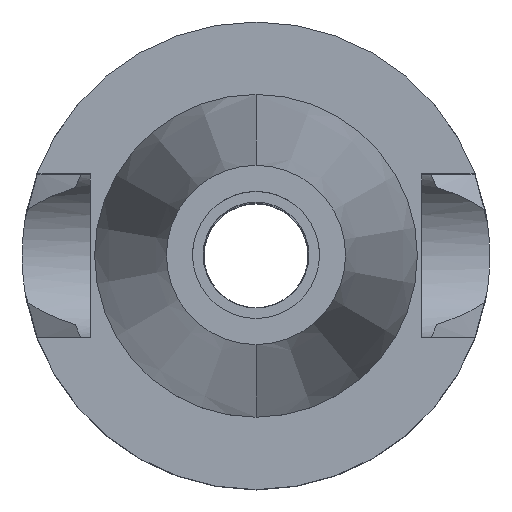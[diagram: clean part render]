
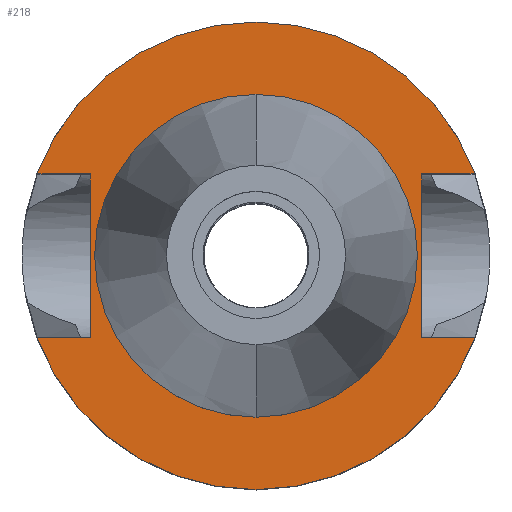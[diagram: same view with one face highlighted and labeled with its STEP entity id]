
A CAD part, top view. The second image highlights one B-rep face of the part: STEP entity #218.
In plain terms, the highlighted planar face has unit normal (0, 0, 1).
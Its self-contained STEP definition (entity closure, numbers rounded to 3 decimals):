
#53 = AXIS2_PLACEMENT_3D ( 'NONE', #1411, #245, #2394 ) ;
#177 = DIRECTION ( 'NONE',  ( -1., 0., 0. ) ) ;
#218 = ADVANCED_FACE ( 'NONE', ( #1849, #2111 ), #3056, .F. ) ;
#245 = DIRECTION ( 'NONE',  ( 0., 0., -1. ) ) ;
#327 = CARTESIAN_POINT ( 'NONE',  ( 21.545, -8.05, -1. ) ) ;
#329 = LINE ( 'NONE', #589, #780 ) ;
#339 = EDGE_CURVE ( 'NONE', #518, #1077, #2418, .T. ) ;
#347 = VECTOR ( 'NONE', #177, 1000. ) ;
#473 = VERTEX_POINT ( 'NONE', #327 ) ;
#491 = CIRCLE ( 'NONE', #535, 15.875 ) ;
#516 = EDGE_CURVE ( 'NONE', #1077, #2951, #2676, .T. ) ;
#518 = VERTEX_POINT ( 'NONE', #1047 ) ;
#535 = AXIS2_PLACEMENT_3D ( 'NONE', #1078, #2021, #1781 ) ;
#538 = VECTOR ( 'NONE', #1496, 1000. ) ;
#557 = CARTESIAN_POINT ( 'NONE',  ( 21.545, 8.05, -1. ) ) ;
#572 = CARTESIAN_POINT ( 'NONE',  ( 0., 0., -1. ) ) ;
#577 = ORIENTED_EDGE ( 'NONE', *, *, #3014, .F. ) ;
#589 = CARTESIAN_POINT ( 'NONE',  ( -16.3, -8.05, -1. ) ) ;
#627 = CARTESIAN_POINT ( 'NONE',  ( 0., -15.875, -1. ) ) ;
#638 = CARTESIAN_POINT ( 'NONE',  ( -21.545, 8.05, -1. ) ) ;
#722 = EDGE_LOOP ( 'NONE', ( #1257, #2325 ) ) ;
#740 = EDGE_CURVE ( 'NONE', #473, #1908, #2990, .T. ) ;
#780 = VECTOR ( 'NONE', #1307, 1000. ) ;
#793 = AXIS2_PLACEMENT_3D ( 'NONE', #572, #844, #808 ) ;
#801 = DIRECTION ( 'NONE',  ( 0., -1., 0. ) ) ;
#808 = DIRECTION ( 'NONE',  ( 0., 1., 0. ) ) ;
#844 = DIRECTION ( 'NONE',  ( 0., 0., 1. ) ) ;
#890 = VERTEX_POINT ( 'NONE', #1962 ) ;
#929 = CARTESIAN_POINT ( 'NONE',  ( 0., 0., -1. ) ) ;
#956 = ORIENTED_EDGE ( 'NONE', *, *, #2019, .F. ) ;
#1004 = VERTEX_POINT ( 'NONE', #1404 ) ;
#1047 = CARTESIAN_POINT ( 'NONE',  ( -21.545, 8.05, -1. ) ) ;
#1077 = VERTEX_POINT ( 'NONE', #1990 ) ;
#1078 = CARTESIAN_POINT ( 'NONE',  ( 0., 0., -1. ) ) ;
#1137 = LINE ( 'NONE', #638, #1478 ) ;
#1138 = CARTESIAN_POINT ( 'NONE',  ( -21.545, -8.05, -1. ) ) ;
#1210 = CARTESIAN_POINT ( 'NONE',  ( 0., 0., -1. ) ) ;
#1257 = ORIENTED_EDGE ( 'NONE', *, *, #2741, .F. ) ;
#1280 = ORIENTED_EDGE ( 'NONE', *, *, #2841, .F. ) ;
#1307 = DIRECTION ( 'NONE',  ( 0., 1., 0. ) ) ;
#1343 = CIRCLE ( 'NONE', #793, 15.875 ) ;
#1354 = CARTESIAN_POINT ( 'NONE',  ( -21.545, -8.05, -1. ) ) ;
#1387 = CIRCLE ( 'NONE', #53, 23. ) ;
#1388 = AXIS2_PLACEMENT_3D ( 'NONE', #1210, #1454, #2402 ) ;
#1404 = CARTESIAN_POINT ( 'NONE',  ( -16.3, -8.05, -1. ) ) ;
#1411 = CARTESIAN_POINT ( 'NONE',  ( 0., 0., -1. ) ) ;
#1421 = ORIENTED_EDGE ( 'NONE', *, *, #740, .T. ) ;
#1454 = DIRECTION ( 'NONE',  ( 0., 0., -1. ) ) ;
#1463 = EDGE_LOOP ( 'NONE', ( #577, #956, #1421, #2481, #2408, #2391, #1970, #1280 ) ) ;
#1478 = VECTOR ( 'NONE', #2269, 1000. ) ;
#1496 = DIRECTION ( 'NONE',  ( -1., 0., 0. ) ) ;
#1620 = DIRECTION ( 'NONE',  ( 0., 0., -1. ) ) ;
#1661 = AXIS2_PLACEMENT_3D ( 'NONE', #929, #1620, #2188 ) ;
#1690 = EDGE_CURVE ( 'NONE', #518, #890, #1137, .T. ) ;
#1781 = DIRECTION ( 'NONE',  ( 0., -1., 0. ) ) ;
#1849 = FACE_OUTER_BOUND ( 'NONE', #1463, .T. ) ;
#1867 = EDGE_CURVE ( 'NONE', #2951, #1908, #2450, .T. ) ;
#1908 = VERTEX_POINT ( 'NONE', #2542 ) ;
#1938 = EDGE_CURVE ( 'NONE', #2262, #2852, #491, .T. ) ;
#1962 = CARTESIAN_POINT ( 'NONE',  ( -16.3, 8.05, -1. ) ) ;
#1970 = ORIENTED_EDGE ( 'NONE', *, *, #1690, .T. ) ;
#1990 = CARTESIAN_POINT ( 'NONE',  ( 21.545, 8.05, -1. ) ) ;
#2019 = EDGE_CURVE ( 'NONE', #473, #2642, #1387, .T. ) ;
#2021 = DIRECTION ( 'NONE',  ( 0., 0., 1. ) ) ;
#2070 = DIRECTION ( 'NONE',  ( 1., 0., 0. ) ) ;
#2111 = FACE_BOUND ( 'NONE', #722, .T. ) ;
#2188 = DIRECTION ( 'NONE',  ( 0., -1., 0. ) ) ;
#2262 = VERTEX_POINT ( 'NONE', #627 ) ;
#2269 = DIRECTION ( 'NONE',  ( 1., 0., 0. ) ) ;
#2297 = LINE ( 'NONE', #1354, #2661 ) ;
#2325 = ORIENTED_EDGE ( 'NONE', *, *, #1938, .F. ) ;
#2391 = ORIENTED_EDGE ( 'NONE', *, *, #339, .F. ) ;
#2394 = DIRECTION ( 'NONE',  ( 0., -1., 0. ) ) ;
#2402 = DIRECTION ( 'NONE',  ( -0.937, 0.35, 0. ) ) ;
#2408 = ORIENTED_EDGE ( 'NONE', *, *, #516, .F. ) ;
#2418 = CIRCLE ( 'NONE', #1388, 23. ) ;
#2450 = LINE ( 'NONE', #2920, #2822 ) ;
#2481 = ORIENTED_EDGE ( 'NONE', *, *, #1867, .F. ) ;
#2516 = CARTESIAN_POINT ( 'NONE',  ( 21.545, -8.05, -1. ) ) ;
#2542 = CARTESIAN_POINT ( 'NONE',  ( 16.3, -8.05, -1. ) ) ;
#2642 = VERTEX_POINT ( 'NONE', #1138 ) ;
#2661 = VECTOR ( 'NONE', #2070, 1000. ) ;
#2676 = LINE ( 'NONE', #557, #538 ) ;
#2741 = EDGE_CURVE ( 'NONE', #2852, #2262, #1343, .T. ) ;
#2822 = VECTOR ( 'NONE', #801, 1000. ) ;
#2841 = EDGE_CURVE ( 'NONE', #1004, #890, #329, .T. ) ;
#2852 = VERTEX_POINT ( 'NONE', #2962 ) ;
#2920 = CARTESIAN_POINT ( 'NONE',  ( 16.3, 8.05, -1. ) ) ;
#2951 = VERTEX_POINT ( 'NONE', #3021 ) ;
#2962 = CARTESIAN_POINT ( 'NONE',  ( 0., 15.875, -1. ) ) ;
#2990 = LINE ( 'NONE', #2516, #347 ) ;
#3014 = EDGE_CURVE ( 'NONE', #2642, #1004, #2297, .T. ) ;
#3021 = CARTESIAN_POINT ( 'NONE',  ( 16.3, 8.05, -1. ) ) ;
#3056 = PLANE ( 'NONE',  #1661 ) ;
